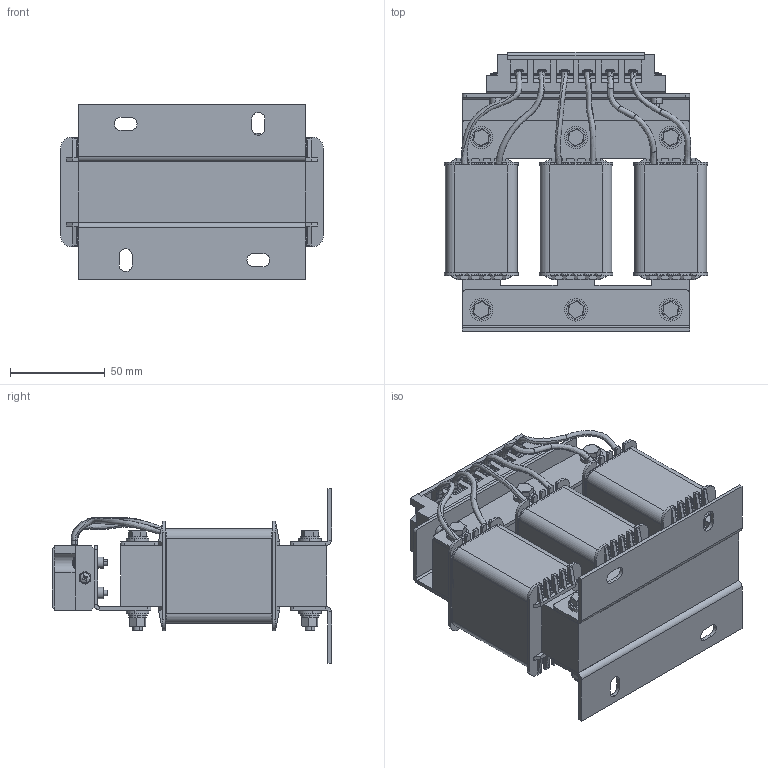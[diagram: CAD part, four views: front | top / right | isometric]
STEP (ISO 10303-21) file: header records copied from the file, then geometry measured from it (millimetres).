
FILE_DESCRIPTION (( 'STEP AP214' ), '1' );
FILE_NAME ('3D ìîäåëü ÐÌÒ-015-À.STEP', '2020-12-23T20:57:22', ( '' ), ( '' ), 'SwSTEP 2.0', 'SolidWorks 2015', '' );
FILE_SCHEMA (( 'AUTOMOTIVE_DESIGN' ));
Length unit declared in the file: millimetre
Products named in the file (29): Âèíò Ì3õ10 DIN 7985_‚¨­â Œ3å10 DIN 7985; 砑僔蠂縺_00; Êàòóøêà â ñáîðå_00; Êðîíøòåéí äëÿ êëåììû_00; 3D ìîäåëü ÐÌÒ-015-À; 忺覷齆趌00; 昢膼瘔 膹樦檞_00; Äåòàëü2^3D ìîäåëü ÐÌÒ-015-À_00; 妈眚 M3x16 DIN7985_偍 M3x16 DIN7985; Øàéáà ïëàñòèêîâàÿ_00; Äåòàëü3^3D ìîäåëü ÐÌÒ-015-À_00; Èçîëÿòîð_00; Âèíò Ì2,5õ5 DIN 7985_‚¨­â Œ2,5å5 DIN 7985; Âèíò Ì5õ50_00; Äåòàëü7^3D ìîäåëü ÐÌÒ-015-À_00; 署赅 觌屐禧_00; Äåòàëü5^3D ìîäåëü ÐÌÒ-015-À_00; Ãàéêà Ì5 DIN 934_ƒ ©ª  Œ5 DIN 934; Äåòàëü4^3D ìîäåëü ÐÌÒ-015-À_00; Êðîíøòåéí óãëîâîé_00; 栫謱毿膻獥00; Äåòàëü6^3D ìîäåëü ÐÌÒ-015-À_00; Ãàéêà Ì3 DIN 934_ƒ ©ª  Œ3 DIN 934; Ïëàñòèíà ñ ìàðêèðîâêîé_00; Êëåììà ïðîõîäíàÿ_00; ﾘ琺矜 5 DIN 125_丐ｩ｡ 5 DIN 125; íàêîíå÷íèê äëÿ âûâîäîâ_00; Ïëîùàäêà ïîä âèíò_00; Øàéáà ïðóæèííàÿ 5 DIN 127_˜ ©¡  ¯àã¦¨­­ ï 5 DIN 127
Assembly tree (97 placements, depth 3):
  3D ìîäåëü ÐÌÒ-015-À
    栫謱毿膻獥00
    Êàòóøêà â ñáîðå_00  x3
      忺覷齆趌00
      Èçîëÿòîð_00
    Êðîíøòåéí óãëîâîé_00  x2
    砑僔蠂縺_00
    Êðîíøòåéí äëÿ êëåììû_00
    Øàéáà ïëàñòèêîâàÿ_00  x12
    ﾘ琺矜 5 DIN 125_丐ｩ｡ 5 DIN 125  x12
    Øàéáà ïðóæèííàÿ 5 DIN 127_˜ ©¡  ¯àã¦¨­­ ï 5 DIN 127  x6
    Ãàéêà Ì5 DIN 934_ƒ ©ª  Œ5 DIN 934  x6
    Âèíò Ì5õ50_00  x6
    Êëåììà ïðîõîäíàÿ_00
      昢膼瘔 膹樦檞_00
      Ãàéêà Ì3 DIN 934_ƒ ©ª  Œ3 DIN 934
      Âèíò Ì3õ10 DIN 7985_‚¨­â Œ3å10 DIN 7985
      署赅 觌屐禧_00
      Ïëàñòèíà ñ ìàðêèðîâêîé_00
      Ïëîùàäêà ïîä âèíò_00  x12
      Âèíò Ì2,5õ5 DIN 7985_‚¨­â Œ2,5å5 DIN 7985  x12
    妈眚 M3x16 DIN7985_偍 M3x16 DIN7985  x2
    íàêîíå÷íèê äëÿ âûâîäîâ_00  x6
    Äåòàëü3^3D ìîäåëü ÐÌÒ-015-À_00
    Äåòàëü4^3D ìîäåëü ÐÌÒ-015-À_00
    Äåòàëü2^3D ìîäåëü ÐÌÒ-015-À_00
    Äåòàëü5^3D ìîäåëü ÐÌÒ-015-À_00
    Äåòàëü6^3D ìîäåëü ÐÌÒ-015-À_00
    Äåòàëü7^3D ìîäåëü ÐÌÒ-015-À_00
Bounding box: 139 x 147.55 x 92 mm (x, y, z)
Volume: 613772.1 mm3; surface area: 239550.6 mm2
Topology: 147 solids, 147 shells, 3863 faces, 9252 edges, 5616 vertices
Faces by surface type: plane 1855, cylinder 1290, torus 314, cone 277, bspline 97, sphere 30
Entity records: 47116 total; most frequent: CARTESIAN_POINT 12755, ORIENTED_EDGE 5910, DIRECTION 5712, EDGE_CURVE 2955, AXIS2_PLACEMENT_3D 1947, VERTEX_POINT 1830, LINE 1818, VECTOR 1818
